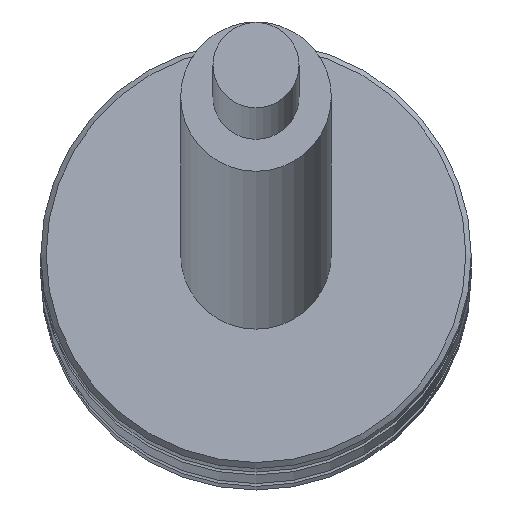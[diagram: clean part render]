
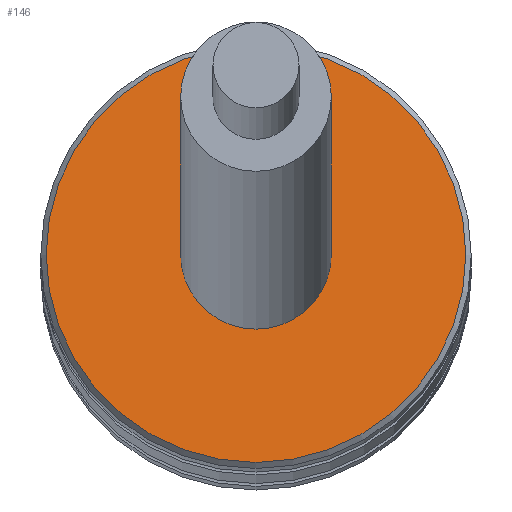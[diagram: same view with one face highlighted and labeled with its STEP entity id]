
A CAD part, front view. The second image highlights one B-rep face of the part: STEP entity #146.
In plain terms, the highlighted planar face has unit normal (0, -0.991, 0.133).
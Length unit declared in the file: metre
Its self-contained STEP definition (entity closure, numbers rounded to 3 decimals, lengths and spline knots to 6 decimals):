
#38=ORIENTED_EDGE('',*,*,#56,.T.);
#39=ORIENTED_EDGE('',*,*,#59,.T.);
#56=EDGE_CURVE('',#68,#68,#80,.F.);
#59=EDGE_CURVE('',#71,#71,#83,.T.);
#68=VERTEX_POINT('',#256);
#71=VERTEX_POINT('',#264);
#80=CIRCLE('',#174,0.005556);
#83=CIRCLE('',#179,0.015478);
#98=EDGE_LOOP('',(#38));
#99=EDGE_LOOP('',(#39));
#122=FACE_BOUND('',#98,.T.);
#123=FACE_BOUND('',#99,.T.);
#139=PLANE('',#178);
#146=ADVANCED_FACE('',(#122,#123),#139,.T.);
#174=AXIS2_PLACEMENT_3D('',#255,#208,#209);
#178=AXIS2_PLACEMENT_3D('',#262,#216,#217);
#179=AXIS2_PLACEMENT_3D('',#263,#218,#219);
#208=DIRECTION('',(0.,-0.991,0.133));
#209=DIRECTION('',(0.,-0.133,-0.991));
#216=DIRECTION('',(0.,-0.991,0.133));
#217=DIRECTION('',(1.,0.,0.));
#218=DIRECTION('',(0.,-0.991,0.133));
#219=DIRECTION('',(0.,-0.133,-0.991));
#255=CARTESIAN_POINT('',(0.6096,-0.640003,-0.065704));
#256=CARTESIAN_POINT('',(0.6096,-0.640743,-0.071211));
#262=CARTESIAN_POINT('',(0.6096,-0.640003,-0.065704));
#263=CARTESIAN_POINT('',(0.6096,-0.640003,-0.065704));
#264=CARTESIAN_POINT('',(0.6096,-0.642064,-0.081045));
